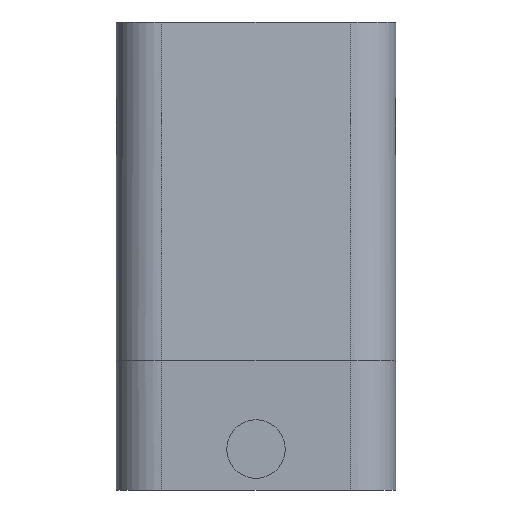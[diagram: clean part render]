
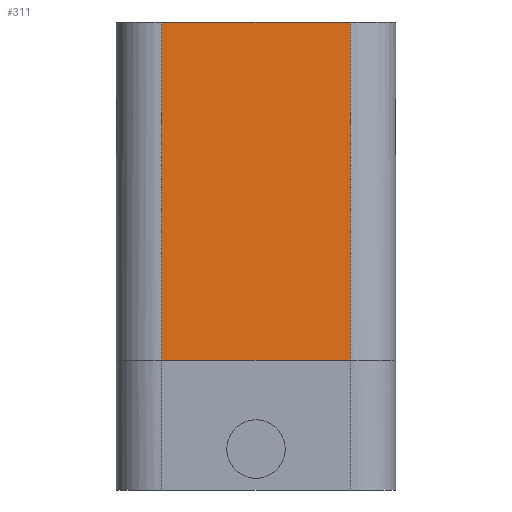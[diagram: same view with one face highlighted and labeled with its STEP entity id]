
A CAD part, left-side view. The second image highlights one B-rep face of the part: STEP entity #311.
In plain terms, the highlighted planar face has unit normal (-0.998, 0, 0.056).
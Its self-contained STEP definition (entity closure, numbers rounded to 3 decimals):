
#311 = ADVANCED_FACE( '', ( #716 ), #717, .T. );
#716 = FACE_OUTER_BOUND( '', #1214, .T. );
#717 = PLANE( '', #1215 );
#1214 = EDGE_LOOP( '', ( #2129, #2130, #2131, #2132 ) );
#1215 = AXIS2_PLACEMENT_3D( '', #2133, #2134, #2135 );
#2129 = ORIENTED_EDGE( '', *, *, #3094, .T. );
#2130 = ORIENTED_EDGE( '', *, *, #3200, .F. );
#2131 = ORIENTED_EDGE( '', *, *, #3237, .F. );
#2132 = ORIENTED_EDGE( '', *, *, #3117, .T. );
#2133 = CARTESIAN_POINT( '', ( -36.5, -21.5, 20. ) );
#2134 = DIRECTION( '', ( -0.998, 0., 0.056 ) );
#2135 = DIRECTION( '', ( 0.056, 0., 0.998 ) );
#3094 = EDGE_CURVE( '', #3740, #3738, #3741, .T. );
#3117 = EDGE_CURVE( '', #3777, #3740, #3778, .T. );
#3200 = EDGE_CURVE( '', #3904, #3738, #3906, .T. );
#3237 = EDGE_CURVE( '', #3777, #3904, #3957, .T. );
#3738 = VERTEX_POINT( '', #4733 );
#3740 = VERTEX_POINT( '', #4735 );
#3741 = LINE( '', #4736, #4737 );
#3777 = VERTEX_POINT( '', #4788 );
#3778 = LINE( '', #4789, #4790 );
#3904 = VERTEX_POINT( '', #5032 );
#3906 = LINE( '', #5034, #5035 );
#3957 = LINE( '', #5106, #5107 );
#4733 = CARTESIAN_POINT( '', ( -33.6, -14.5, 72. ) );
#4735 = CARTESIAN_POINT( '', ( -36.5, -14.5, 20. ) );
#4736 = CARTESIAN_POINT( '', ( -33.6, -14.5, 72. ) );
#4737 = VECTOR( '', #5767, 1000. );
#4788 = CARTESIAN_POINT( '', ( -36.5, 14.5, 20. ) );
#4789 = CARTESIAN_POINT( '', ( -36.5, 0., 20. ) );
#4790 = VECTOR( '', #5791, 1000. );
#5032 = CARTESIAN_POINT( '', ( -33.6, 14.5, 72. ) );
#5034 = CARTESIAN_POINT( '', ( -33.6, 0., 72. ) );
#5035 = VECTOR( '', #5878, 1000. );
#5106 = CARTESIAN_POINT( '', ( -33.6, 14.5, 72. ) );
#5107 = VECTOR( '', #5915, 1000. );
#5767 = DIRECTION( '', ( 0.056, 0., 0.998 ) );
#5791 = DIRECTION( '', ( 0., -1., 0. ) );
#5878 = DIRECTION( '', ( 0., -1., 0. ) );
#5915 = DIRECTION( '', ( 0.056, 0., 0.998 ) );
